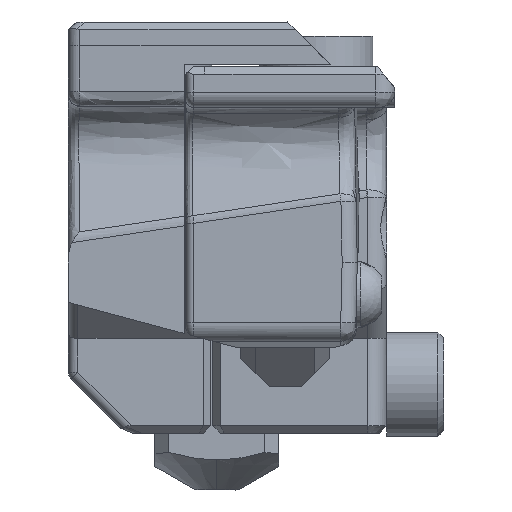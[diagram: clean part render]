
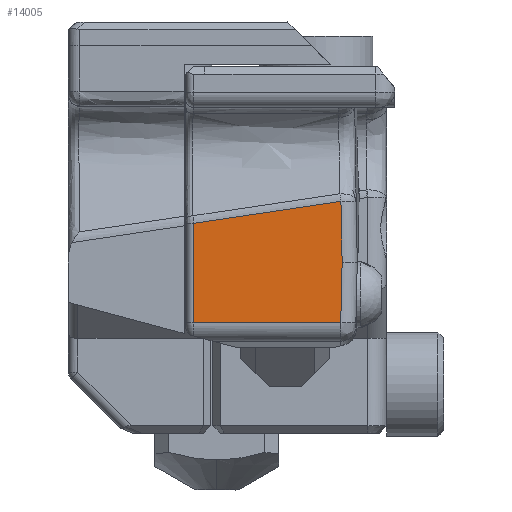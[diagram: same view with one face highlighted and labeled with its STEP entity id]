
A CAD part, left-side view. The second image highlights one B-rep face of the part: STEP entity #14005.
In plain terms, the highlighted planar face has unit normal (-1, 0, 0).
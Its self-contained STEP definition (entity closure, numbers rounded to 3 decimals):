
#452=B_SPLINE_CURVE_WITH_KNOTS('',3,(#22575,#22576,#22577,#22578),
 .UNSPECIFIED.,.F.,.F.,(4,4),(-0.872,-0.085),
 .UNSPECIFIED.);
#1007=PLANE('',#15071);
#1752=FACE_OUTER_BOUND('',#2593,.T.);
#2593=EDGE_LOOP('',(#10622,#10623,#10624,#10625,#10626));
#3513=LINE('',#21490,#4649);
#3514=LINE('',#21493,#4650);
#3574=LINE('',#22581,#4710);
#3575=LINE('',#22582,#4711);
#4649=VECTOR('',#16821,10.);
#4650=VECTOR('',#16824,10.);
#4710=VECTOR('',#17012,10.);
#4711=VECTOR('',#17013,10.);
#6159=VERTEX_POINT('',#21450);
#6160=VERTEX_POINT('',#21454);
#6161=VERTEX_POINT('',#21492);
#6267=VERTEX_POINT('',#22570);
#6268=VERTEX_POINT('',#22580);
#7721=EDGE_CURVE('',#6159,#6160,#3513,.T.);
#7722=EDGE_CURVE('',#6160,#6161,#3514,.T.);
#7871=EDGE_CURVE('',#6267,#6159,#452,.T.);
#7872=EDGE_CURVE('',#6268,#6267,#3574,.T.);
#7873=EDGE_CURVE('',#6161,#6268,#3575,.T.);
#10622=ORIENTED_EDGE('',*,*,#7872,.F.);
#10623=ORIENTED_EDGE('',*,*,#7873,.F.);
#10624=ORIENTED_EDGE('',*,*,#7722,.F.);
#10625=ORIENTED_EDGE('',*,*,#7721,.F.);
#10626=ORIENTED_EDGE('',*,*,#7871,.F.);
#14005=ADVANCED_FACE('',(#1752),#1007,.F.);
#15071=AXIS2_PLACEMENT_3D('',#22579,#17010,#17011);
#16821=DIRECTION('',(0.,-0.019,-1.));
#16824=DIRECTION('',(0.,0.023,-1.));
#17010=DIRECTION('center_axis',(1.,0.,0.));
#17011=DIRECTION('ref_axis',(0.,0.,-1.));
#17012=DIRECTION('',(0.,0.,1.));
#17013=DIRECTION('',(0.,1.,0.));
#21450=CARTESIAN_POINT('',(125.834,282.364,-21.251));
#21454=CARTESIAN_POINT('',(125.834,282.302,-24.471));
#21490=CARTESIAN_POINT('',(125.834,282.43,-17.805));
#21492=CARTESIAN_POINT('',(125.834,282.375,-27.652));
#21493=CARTESIAN_POINT('',(125.834,282.306,-24.675));
#22570=CARTESIAN_POINT('',(125.834,290.149,-22.412));
#22575=CARTESIAN_POINT('Ctrl Pts',(125.834,290.149,-22.412));
#22576=CARTESIAN_POINT('Ctrl Pts',(125.834,287.554,-22.025));
#22577=CARTESIAN_POINT('Ctrl Pts',(125.834,284.959,-21.638));
#22578=CARTESIAN_POINT('Ctrl Pts',(125.834,282.364,-21.251));
#22579=CARTESIAN_POINT('Origin',(125.834,284.542,-20.08));
#22580=CARTESIAN_POINT('',(125.834,290.149,-27.652));
#22581=CARTESIAN_POINT('',(125.834,290.149,-20.107));
#22582=CARTESIAN_POINT('',(125.834,282.033,-27.652));
